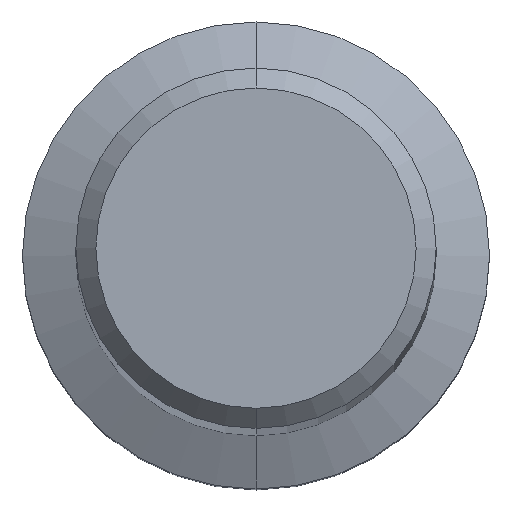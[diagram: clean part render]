
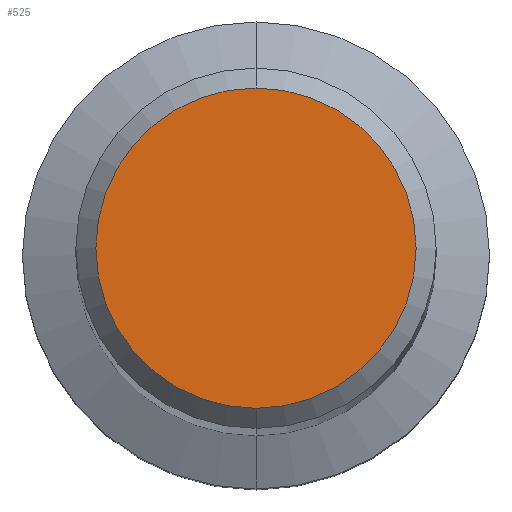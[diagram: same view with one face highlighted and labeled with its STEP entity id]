
A CAD part, top view. The second image highlights one B-rep face of the part: STEP entity #525.
In plain terms, the highlighted planar face has unit normal (0, 0, 1).
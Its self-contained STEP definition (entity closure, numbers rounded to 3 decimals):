
#241=VERTEX_POINT('',#599);
#399=VERTEX_POINT('',#778);
#491=EDGE_CURVE('',#399,#241,#877,.T.);
#525=ADVANCED_FACE('',(#915),#916,.T.);
#533=EDGE_CURVE('',#241,#399,#924,.T.);
#599=CARTESIAN_POINT('',(0.,-4.8,0.0));
#778=CARTESIAN_POINT('',(0.0,4.8,0.0));
#877=CIRCLE('',#1587,4.8);
#915=FACE_OUTER_BOUND('',#1658,.T.);
#916=PLANE('',#1659);
#924=CIRCLE('',#1672,4.8);
#1587=AXIS2_PLACEMENT_3D('',#2054,#2055,#2056);
#1658=EDGE_LOOP('',(#2091,#2092));
#1659=AXIS2_PLACEMENT_3D('',#2093,#2094,#2095);
#1672=AXIS2_PLACEMENT_3D('',#2098,#2099,#2100);
#2054=CARTESIAN_POINT('',(0.0,0.0,0.0));
#2055=DIRECTION('',(0.0,0.0,-1.0));
#2056=DIRECTION('',(0.0,1.0,0.0));
#2091=ORIENTED_EDGE('',*,*,#491,.F.);
#2092=ORIENTED_EDGE('',*,*,#533,.F.);
#2093=CARTESIAN_POINT('',(0.0,2.4,0.0));
#2094=DIRECTION('',(-0.0,0.0,1.0));
#2095=DIRECTION('',(0.0,-1.0,0.0));
#2098=CARTESIAN_POINT('',(0.0,0.0,0.0));
#2099=DIRECTION('',(0.0,0.0,-1.0));
#2100=DIRECTION('',(0.0,1.0,0.0));
